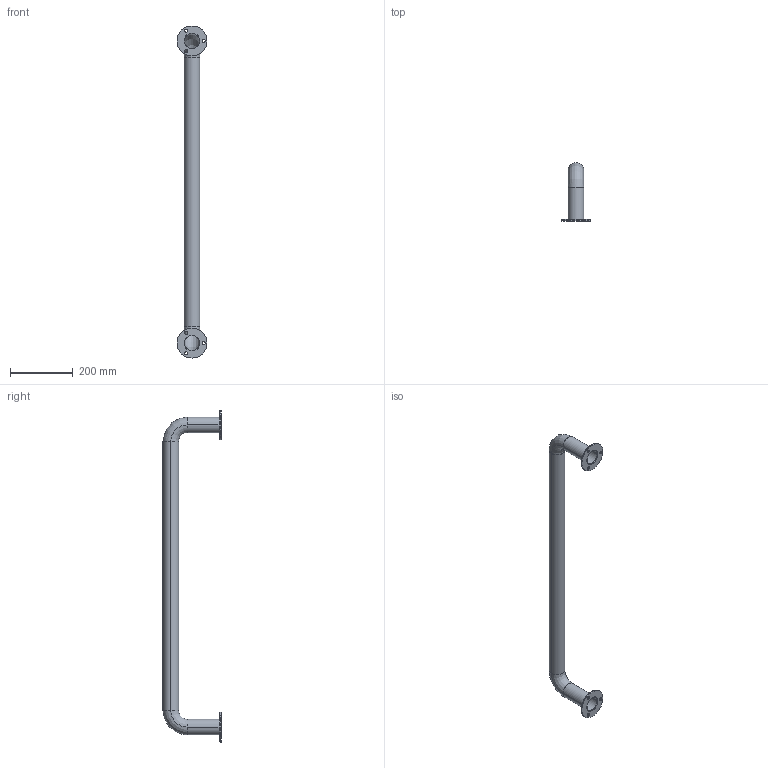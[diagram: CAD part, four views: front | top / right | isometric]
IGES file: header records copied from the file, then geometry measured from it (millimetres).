
Start section: IGES file generated from Kompas 1.0 for Windows drawing by the IGES translator from Ascon Ltd., translator version IGESOUT-5.1.
Global section: file name: KPSﾎ701_50.igs; native system: Kompas( 32 bit ) for Windows; preprocessor: 1.0; author: Windows User; organization: unknown; date: -17850607:103111; units: millimetre
Bounding box: 95 x 185.05 x 1056.9 mm (x, y, z)
Volume: 230316.8 mm3; surface area: 405805.8 mm2
Topology: 3 solids, 3 shells, 50 faces, 112 edges, 68 vertices
Faces by surface type: revolution 44, bspline 6
